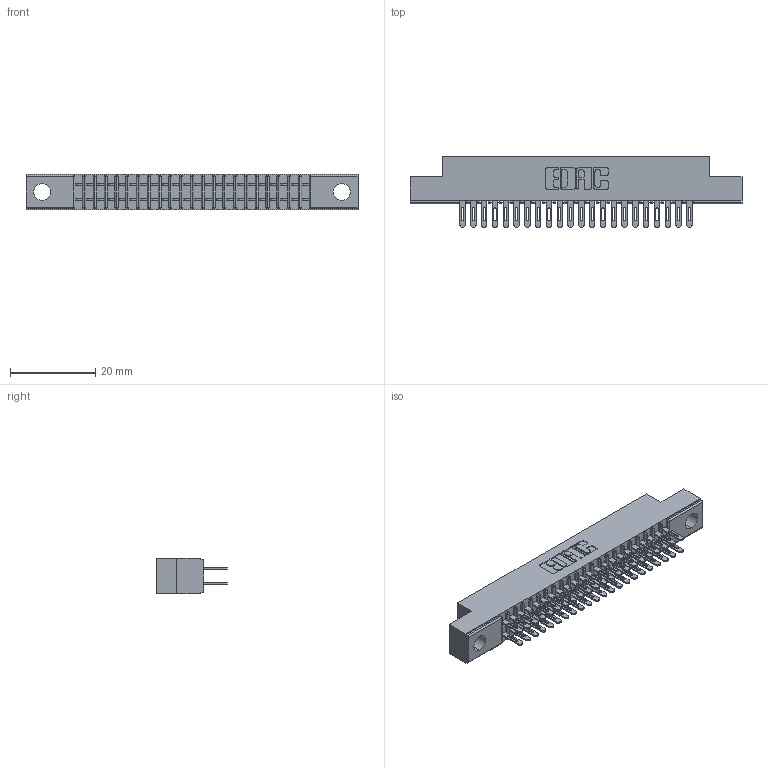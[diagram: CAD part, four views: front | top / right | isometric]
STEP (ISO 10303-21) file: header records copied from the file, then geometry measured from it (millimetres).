
FILE_DESCRIPTION (( 'STEP AP203' ), '1' );
FILE_NAME ('341-044-500-204.STEP', '2018-08-07T02:11:20', ( '' ), ( '' ), 'SwSTEP 2.0', 'SolidWorks 2016', '' );
FILE_SCHEMA (( 'CONFIG_CONTROL_DESIGN' ));
Length unit declared in the file: inch
Products named in the file (3): 341 Part_.156 (3.96) Dia Mounting Holes; 341-292-001_341-292-100; 341-044-500-204
Assembly tree (45 placements, depth 2):
  341-044-500-204
    341 Part_.156 (3.96) Dia Mounting Holes
    341-292-001_341-292-100  x44
Bounding box: 78.11 x 16.69 x 8.38 mm (x, y, z)
Volume: 4397.5 mm3; surface area: 9427.2 mm2
Topology: 45 solids, 45 shells, 3034 faces, 8778 edges, 5686 vertices
Faces by surface type: plane 1754, cylinder 1192, sphere 46, torus 42
Entity records: 29715 total; most frequent: CARTESIAN_POINT 4944, ORIENTED_EDGE 4908, DIRECTION 4808, EDGE_CURVE 2454, LINE 1964, VECTOR 1964, VERTEX_POINT 1558, AXIS2_PLACEMENT_3D 1422
